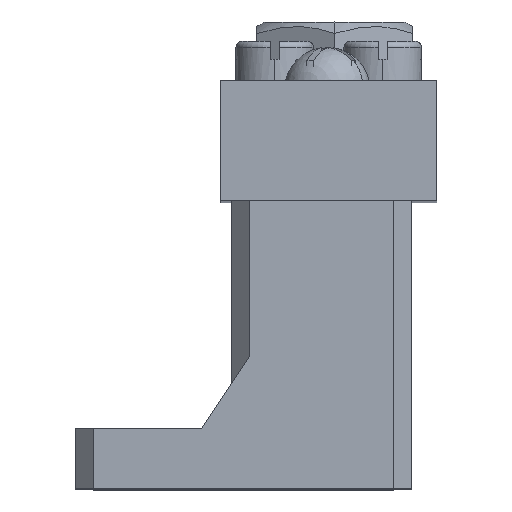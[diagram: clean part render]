
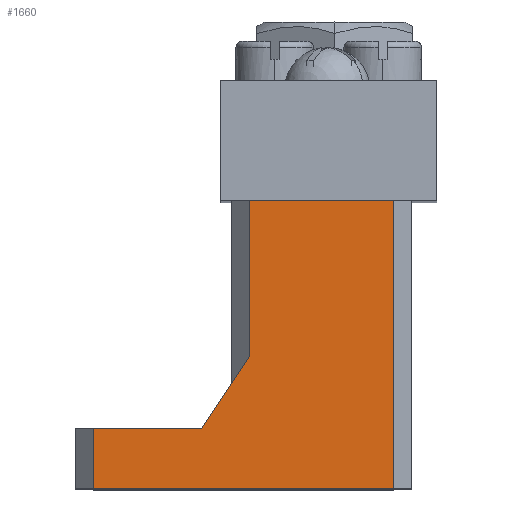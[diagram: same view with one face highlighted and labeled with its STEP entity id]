
A CAD part, top view. The second image highlights one B-rep face of the part: STEP entity #1660.
In plain terms, the highlighted face is planar.
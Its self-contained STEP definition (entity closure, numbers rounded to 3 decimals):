
#306 = LINE ( 'NONE', #5631, #886 ) ;
#548 = CARTESIAN_POINT ( 'NONE',  ( -6.5, -19., -28. ) ) ;
#630 = VECTOR ( 'NONE', #1081, 1000. ) ;
#643 = CARTESIAN_POINT ( 'NONE',  ( -6.5, -24., -26.5 ) ) ;
#843 = CARTESIAN_POINT ( 'NONE',  ( -6.5, 0., -13.5 ) ) ;
#886 = VECTOR ( 'NONE', #5783, 1000. ) ;
#937 = CARTESIAN_POINT ( 'NONE',  ( -6.5, 0., 0. ) ) ;
#971 = ORIENTED_EDGE ( 'NONE', *, *, #4797, .F. ) ;
#1081 = DIRECTION ( 'NONE',  ( 0., 0., 1. ) ) ;
#1237 = EDGE_CURVE ( 'NONE', #5365, #2852, #2273, .T. ) ;
#1295 = EDGE_CURVE ( 'NONE', #5385, #5430, #3809, .T. ) ;
#1359 = VECTOR ( 'NONE', #4223, 1000. ) ;
#1634 = ORIENTED_EDGE ( 'NONE', *, *, #3805, .F. ) ;
#1660 = ADVANCED_FACE ( 'NONE', ( #5637 ), #4259, .F. ) ;
#1694 = CARTESIAN_POINT ( 'NONE',  ( -6.5, -24., 0. ) ) ;
#1781 = CARTESIAN_POINT ( 'NONE',  ( -6.5, 0., -15. ) ) ;
#1839 = CARTESIAN_POINT ( 'NONE',  ( -6.5, 0., -1.5 ) ) ;
#1854 = DIRECTION ( 'NONE',  ( 0., 0., -1. ) ) ;
#2072 = DIRECTION ( 'NONE',  ( 0., -1., 0. ) ) ;
#2273 = LINE ( 'NONE', #4451, #5616 ) ;
#2677 = EDGE_CURVE ( 'NONE', #5365, #2884, #2903, .T. ) ;
#2732 = DIRECTION ( 'NONE',  ( 0., -1., 0. ) ) ;
#2800 = VECTOR ( 'NONE', #2732, 1000. ) ;
#2804 = DIRECTION ( 'NONE',  ( 0., 1., 0. ) ) ;
#2821 = CARTESIAN_POINT ( 'NONE',  ( -6.5, -19., -26.5 ) ) ;
#2822 = LINE ( 'NONE', #1781, #630 ) ;
#2852 = VERTEX_POINT ( 'NONE', #643 ) ;
#2884 = VERTEX_POINT ( 'NONE', #5620 ) ;
#2903 = LINE ( 'NONE', #548, #1359 ) ;
#3197 = LINE ( 'NONE', #843, #2800 ) ;
#3567 = LINE ( 'NONE', #1694, #4594 ) ;
#3697 = CARTESIAN_POINT ( 'NONE',  ( -6.5, -24., -1.5 ) ) ;
#3805 = EDGE_CURVE ( 'NONE', #2884, #5188, #306, .T. ) ;
#3809 = LINE ( 'NONE', #1839, #5489 ) ;
#4128 = ORIENTED_EDGE ( 'NONE', *, *, #4528, .T. ) ;
#4132 = CARTESIAN_POINT ( 'NONE',  ( -6.5, -13., -13.5 ) ) ;
#4223 = DIRECTION ( 'NONE',  ( 0., 0., 1. ) ) ;
#4259 = PLANE ( 'NONE',  #4560 ) ;
#4296 = ORIENTED_EDGE ( 'NONE', *, *, #5521, .F. ) ;
#4430 = ORIENTED_EDGE ( 'NONE', *, *, #1295, .T. ) ;
#4451 = CARTESIAN_POINT ( 'NONE',  ( -6.5, 0., -26.5 ) ) ;
#4528 = EDGE_CURVE ( 'NONE', #6093, #5188, #3197, .T. ) ;
#4560 = AXIS2_PLACEMENT_3D ( 'NONE', #937, #5241, #1854 ) ;
#4564 = DIRECTION ( 'NONE',  ( 0., 0., -1. ) ) ;
#4594 = VECTOR ( 'NONE', #4564, 1000. ) ;
#4601 = EDGE_LOOP ( 'NONE', ( #1634, #4785, #5452, #971, #4430, #4296, #4128 ) ) ;
#4785 = ORIENTED_EDGE ( 'NONE', *, *, #2677, .F. ) ;
#4797 = EDGE_CURVE ( 'NONE', #5385, #2852, #3567, .T. ) ;
#5188 = VERTEX_POINT ( 'NONE', #4132 ) ;
#5205 = CARTESIAN_POINT ( 'NONE',  ( -6.5, 0., -1.5 ) ) ;
#5241 = DIRECTION ( 'NONE',  ( 1., 0., 0. ) ) ;
#5365 = VERTEX_POINT ( 'NONE', #2821 ) ;
#5385 = VERTEX_POINT ( 'NONE', #3697 ) ;
#5430 = VERTEX_POINT ( 'NONE', #5205 ) ;
#5452 = ORIENTED_EDGE ( 'NONE', *, *, #1237, .T. ) ;
#5489 = VECTOR ( 'NONE', #2804, 1000. ) ;
#5521 = EDGE_CURVE ( 'NONE', #6093, #5430, #2822, .T. ) ;
#5530 = CARTESIAN_POINT ( 'NONE',  ( -6.5, 0., -13.5 ) ) ;
#5616 = VECTOR ( 'NONE', #2072, 1000. ) ;
#5620 = CARTESIAN_POINT ( 'NONE',  ( -6.5, -19., -17.5 ) ) ;
#5631 = CARTESIAN_POINT ( 'NONE',  ( -6.5, -13., -13.5 ) ) ;
#5637 = FACE_OUTER_BOUND ( 'NONE', #4601, .T. ) ;
#5783 = DIRECTION ( 'NONE',  ( 0., 0.832, 0.555 ) ) ;
#6093 = VERTEX_POINT ( 'NONE', #5530 ) ;
